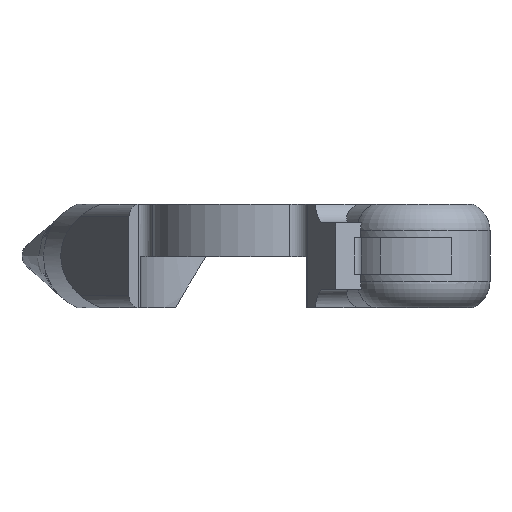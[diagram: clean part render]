
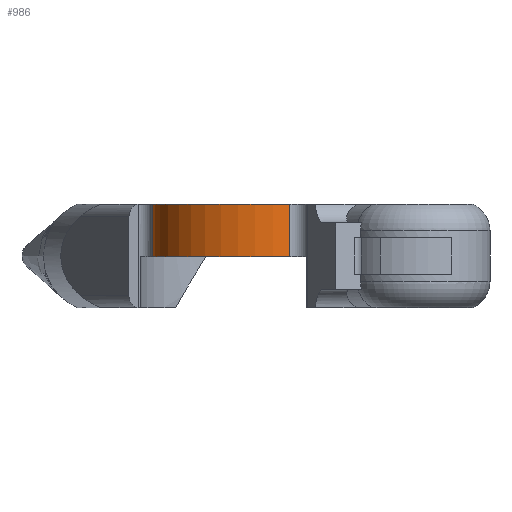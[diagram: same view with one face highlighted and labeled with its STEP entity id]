
A CAD part, left-side view. The second image highlights one B-rep face of the part: STEP entity #986.
In plain terms, the highlighted cylindrical face has radius 77.467 mm (diameter 154.934 mm), a partial arc.
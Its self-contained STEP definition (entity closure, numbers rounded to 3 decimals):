
#335=VERTEX_POINT('',#336);
#336=CARTESIAN_POINT('',(-5.514,76.926,4.899));
#338=EDGE_CURVE('',#335,#2079,#339,.T.);
#339=INTERSECTION_CURVE('',#6143,(#4149,#4159),.CURVE_3D.);
#519=EDGE_CURVE('',#335,#3619,#520,.T.);
#520=INTERSECTION_CURVE('',#1496,(#5779,#4159),.CURVE_3D.);
#986=ADVANCED_FACE('',(#987),#4159,.T.);
#987=FACE_BOUND('',#988,.T.);
#988=EDGE_LOOP('',(#989,#990,#991,#992));
#989=ORIENTED_EDGE('',*,*,#2082,.T.);
#990=ORIENTED_EDGE('',*,*,#338,.F.);
#991=ORIENTED_EDGE('',*,*,#519,.T.);
#992=ORIENTED_EDGE('',*,*,#3617,.F.);
#1496=CIRCLE('',#1497,77.467);
#1497=AXIS2_PLACEMENT_3D('',#1498,#1499,#1500);
#1498=CARTESIAN_POINT('',(0.397,-0.315,4.899));
#1499=DIRECTION('',(0.,0.,1.));
#1500=DIRECTION('',(77.467,0.,0.));
#2079=VERTEX_POINT('',#2080);
#2080=CARTESIAN_POINT('',(-5.514,76.926,41.854));
#2082=EDGE_CURVE('',#2084,#2079,#2083,.T.);
#2083=INTERSECTION_CURVE('',#4164,(#3729,#4159),.CURVE_3D.);
#2084=VERTEX_POINT('',#2085);
#2085=CARTESIAN_POINT('',(-74.543,-19.941,41.854));
#3617=EDGE_CURVE('',#2084,#3619,#3618,.T.);
#3618=INTERSECTION_CURVE('',#5890,(#4169,#4159),.CURVE_3D.);
#3619=VERTEX_POINT('',#3620);
#3620=CARTESIAN_POINT('',(-74.543,-19.941,4.899));
#3729=PLANE('',#3732);
#3730=CARTESIAN_POINT('',(434.98,310.113,41.854));
#3731=DIRECTION('',(0.,0.,-1.));
#3732=AXIS2_PLACEMENT_3D('',#3730,#3731,$);
#4149=CYLINDRICAL_SURFACE('',#4153,10.16);
#4150=CARTESIAN_POINT('',(-6.289,87.056,4.899));
#4151=DIRECTION('',(0.,0.,-1.));
#4152=DIRECTION('',(7.314,-7.051,0.));
#4153=AXIS2_PLACEMENT_3D('',#4150,#4151,#4152);
#4159=CYLINDRICAL_SURFACE('',#4163,77.467);
#4160=CARTESIAN_POINT('',(0.397,-0.315,4.899));
#4161=DIRECTION('',(0.,0.,1.));
#4162=DIRECTION('',(77.467,0.,0.));
#4163=AXIS2_PLACEMENT_3D('',#4160,#4161,#4162);
#4164=CIRCLE('',#4165,77.467);
#4165=AXIS2_PLACEMENT_3D('',#4166,#4167,#4168);
#4166=CARTESIAN_POINT('',(0.397,-0.315,41.854));
#4167=DIRECTION('',(0.,0.,-1.));
#4168=DIRECTION('',(77.467,0.,0.));
#4169=CYLINDRICAL_SURFACE('',#4173,10.16);
#4170=CARTESIAN_POINT('',(-84.371,-22.515,4.899));
#4171=DIRECTION('',(0.,0.,1.));
#4172=DIRECTION('',(8.987,-4.739,0.));
#4173=AXIS2_PLACEMENT_3D('',#4170,#4171,#4172);
#5779=PLANE('',#5782);
#5780=CARTESIAN_POINT('',(0.397,-0.315,4.899));
#5781=DIRECTION('',(0.,0.,1.));
#5782=AXIS2_PLACEMENT_3D('',#5780,#5781,$);
#5890=LINE('',#5892,#5893);
#5891=DIRECTION('',(0.,0.,-1.));
#5892=CARTESIAN_POINT('',(-74.543,-19.941,4.899));
#5893=VECTOR('',#5891,1.);
#6143=LINE('',#6145,#6146);
#6144=DIRECTION('',(0.,0.,1.));
#6145=CARTESIAN_POINT('',(-5.514,76.926,4.899));
#6146=VECTOR('',#6144,1.);
